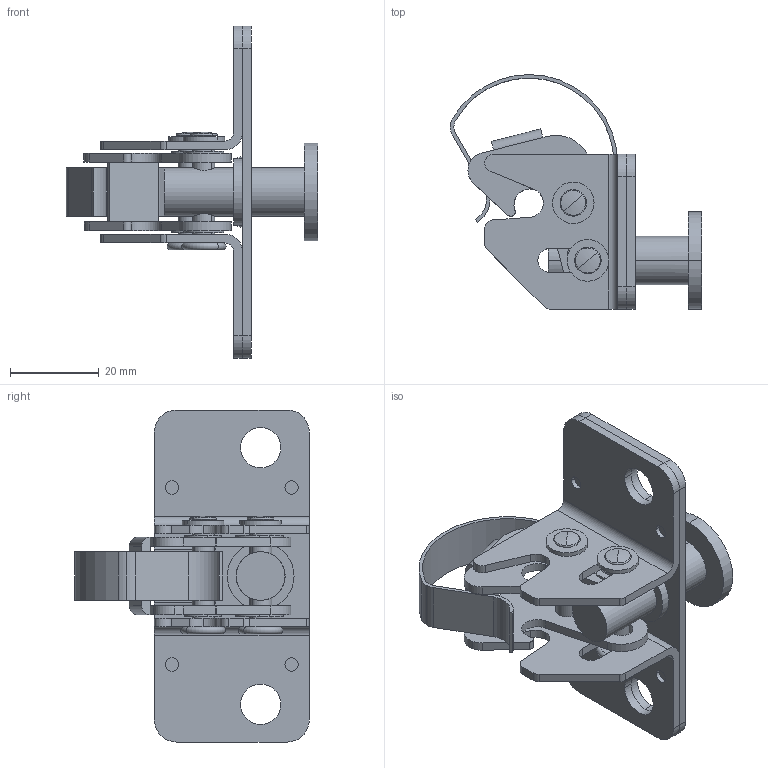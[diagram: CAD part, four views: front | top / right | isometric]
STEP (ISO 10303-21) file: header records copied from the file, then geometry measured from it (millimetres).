
FILE_DESCRIPTION (( 'STEP AP203' ), '1' );
FILE_NAME ('23003-B000_.STEP', '2023-01-10T05:36:30', ( '' ), ( '' ), 'SwSTEP 2.0', 'SolidWorks 2021', '' );
FILE_SCHEMA (( 'CONFIG_CONTROL_DESIGN' ));
Length unit declared in the file: millimetre
Products named in the file (9): 23003-B105_; 23003-B102_; 23003-B107_; 23003-B101_; 23003-B109_; 23003-B103_; 23003-B108_; 23003-B104_; 23003-B000_
Assembly tree (10 placements, depth 2):
  23003-B000_
    23003-B101_
    23003-B103_
    23003-B102_
    23003-B104_
    23003-B105_
    23003-B108_  x2
    23003-B107_
    23003-B109_  x2
Bounding box: 56.77 x 53 x 75 mm (x, y, z)
Volume: 20077.1 mm3; surface area: 22270.6 mm2
Topology: 10 solids, 10 shells, 261 faces, 665 edges, 438 vertices
Faces by surface type: cylinder 137, plane 92, torus 16, sphere 8, cone 8
Entity records: 8536 total; most frequent: CARTESIAN_POINT 1423, DIRECTION 1383, ORIENTED_EDGE 1218, EDGE_CURVE 609, AXIS2_PLACEMENT_3D 538, VERTEX_POINT 402, VECTOR 307, LINE 307
